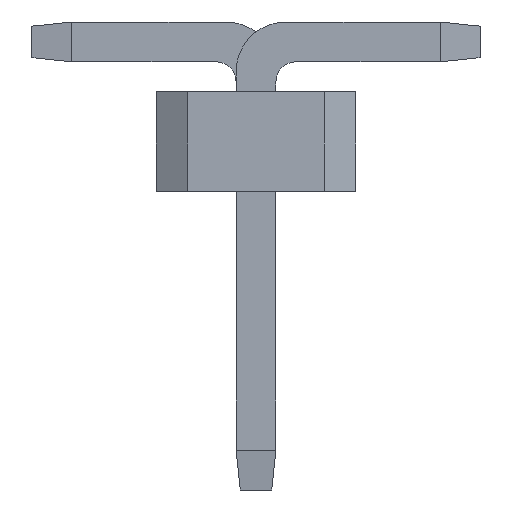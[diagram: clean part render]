
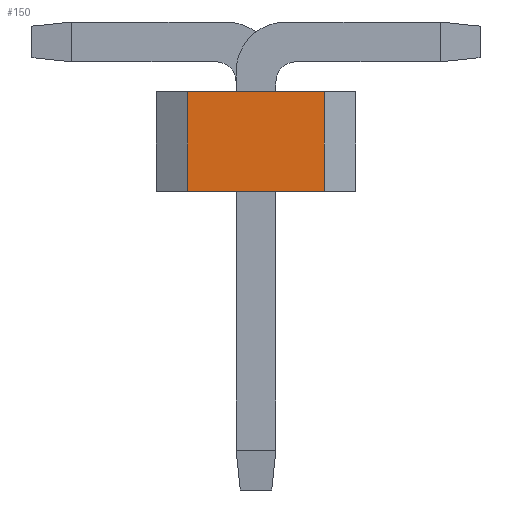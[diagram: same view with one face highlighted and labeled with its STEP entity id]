
A CAD part, left-side view. The second image highlights one B-rep face of the part: STEP entity #150.
In plain terms, the highlighted planar face has unit normal (-1, 0, 0).
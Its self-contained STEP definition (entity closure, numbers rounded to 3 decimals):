
#17 = EDGE_LOOP ( 'NONE', ( #572, #3287, #2553, #1772 ) ) ;
#39 = CARTESIAN_POINT ( 'NONE',  ( 7.62, 0.686, 1. ) ) ;
#150 = ADVANCED_FACE ( 'NONE', ( #1407 ), #384, .F. ) ;
#189 = VECTOR ( 'NONE', #2753, 1000. ) ;
#223 = LINE ( 'NONE', #975, #189 ) ;
#346 = EDGE_CURVE ( 'NONE', #2616, #503, #2033, .T. ) ;
#384 = PLANE ( 'NONE',  #789 ) ;
#398 = DIRECTION ( 'NONE',  ( 0., 1., 0. ) ) ;
#456 = VERTEX_POINT ( 'NONE', #39 ) ;
#503 = VERTEX_POINT ( 'NONE', #2687 ) ;
#572 = ORIENTED_EDGE ( 'NONE', *, *, #1180, .F. ) ;
#789 = AXIS2_PLACEMENT_3D ( 'NONE', #1919, #1453, #398 ) ;
#817 = DIRECTION ( 'NONE',  ( 0., -1., 0. ) ) ;
#945 = DIRECTION ( 'NONE',  ( 0., 0., 1. ) ) ;
#975 = CARTESIAN_POINT ( 'NONE',  ( 7.62, 0.686, 0. ) ) ;
#1081 = EDGE_CURVE ( 'NONE', #503, #2482, #2262, .T. ) ;
#1180 = EDGE_CURVE ( 'NONE', #456, #2482, #2597, .T. ) ;
#1407 = FACE_OUTER_BOUND ( 'NONE', #17, .T. ) ;
#1416 = VECTOR ( 'NONE', #945, 1000. ) ;
#1453 = DIRECTION ( 'NONE',  ( 1., 0., 0. ) ) ;
#1518 = CARTESIAN_POINT ( 'NONE',  ( 7.62, 0., 0. ) ) ;
#1763 = CARTESIAN_POINT ( 'NONE',  ( 7.62, -0.686, 0. ) ) ;
#1772 = ORIENTED_EDGE ( 'NONE', *, *, #1081, .T. ) ;
#1919 = CARTESIAN_POINT ( 'NONE',  ( 7.62, 6.51, 31.4 ) ) ;
#2033 = LINE ( 'NONE', #1518, #2097 ) ;
#2097 = VECTOR ( 'NONE', #3087, 1000. ) ;
#2157 = CARTESIAN_POINT ( 'NONE',  ( 7.62, 0.686, 0. ) ) ;
#2262 = LINE ( 'NONE', #1763, #1416 ) ;
#2395 = VECTOR ( 'NONE', #817, 1000. ) ;
#2482 = VERTEX_POINT ( 'NONE', #2860 ) ;
#2553 = ORIENTED_EDGE ( 'NONE', *, *, #346, .T. ) ;
#2597 = LINE ( 'NONE', #3112, #2395 ) ;
#2616 = VERTEX_POINT ( 'NONE', #2157 ) ;
#2687 = CARTESIAN_POINT ( 'NONE',  ( 7.62, -0.686, 0. ) ) ;
#2753 = DIRECTION ( 'NONE',  ( 0., 0., 1. ) ) ;
#2860 = CARTESIAN_POINT ( 'NONE',  ( 7.62, -0.686, 1. ) ) ;
#3087 = DIRECTION ( 'NONE',  ( 0., -1., 0. ) ) ;
#3112 = CARTESIAN_POINT ( 'NONE',  ( 7.62, 0., 1. ) ) ;
#3151 = EDGE_CURVE ( 'NONE', #2616, #456, #223, .T. ) ;
#3287 = ORIENTED_EDGE ( 'NONE', *, *, #3151, .F. ) ;
